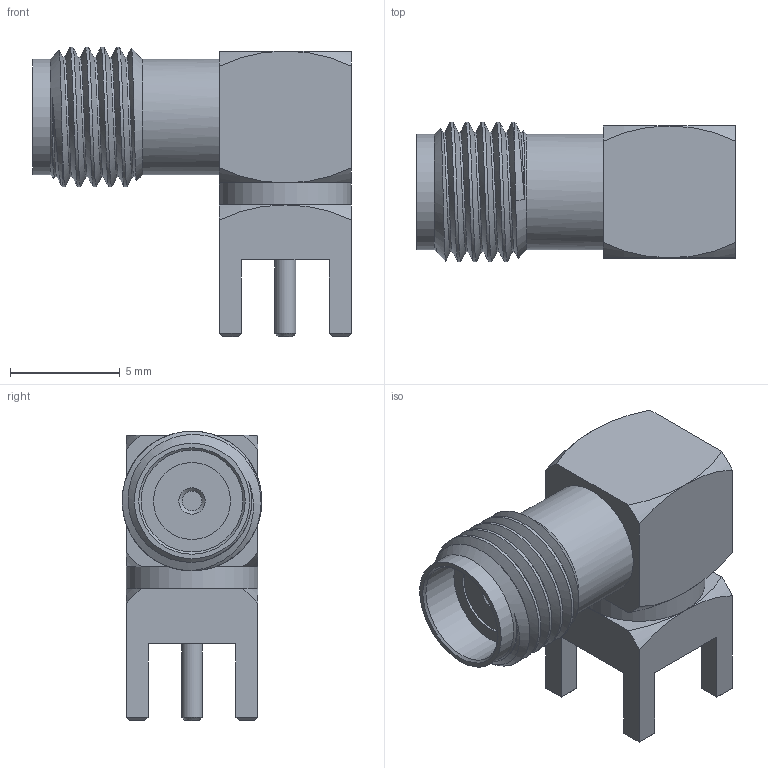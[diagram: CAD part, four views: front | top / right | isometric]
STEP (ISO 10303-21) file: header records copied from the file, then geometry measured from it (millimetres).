
FILE_DESCRIPTION(/* description */ ('STEP AP242','CAx-IF Rec.Pracs.---Representation and Presentation of Product Manufacturing Information (PMI)---4.0---2014-10-13','CAx-IF Rec.Pracs.---3D Tessellated Geometry---0.4---2014-09-14','2;1'),/* implementation_level */ '2;1');
FILE_NAME(/* name */ '67d01d7b7495346edc512f3f',/* time_stamp */ '2025-03-11T11:24:44Z',/* author */ (''),/* organization */ (''),/* preprocessor_version */ 'ST-DEVELOPER v20',/* originating_system */ 'ONSHAPE BY PTC INC, 1.194',/* authorisation */ ' ');
FILE_SCHEMA (('AP242_MANAGED_MODEL_BASED_3D_ENGINEERING_MIM_LF { 1 0 10303 442 1 1 4 }'));
Length unit declared in the file: metre
Products named in the file (4): Assembly 1; Part 1; Part 3; Part 2
Assembly tree (3 placements, depth 2):
  Assembly 1
    Part 1
    Part 3
    Part 2
Bounding box: 14.5 x 6.35 x 13.17 mm (x, y, z)
Volume: 126.4 mm3; surface area: 730.2 mm2
Topology: 2 solids, 3 shells, 78 faces, 174 edges, 107 vertices
Faces by surface type: plane 48, torus 12, cylinder 10, cone 6, bspline 2
Full cylindrical faces by diameter (mm): 0.9 x1, 0.95 x1, 3.5 x1, 4.5 x1, 4.64 x1, 5.25 x2, 6 x1
Entity records: 2826 total; most frequent: CARTESIAN_POINT 1151, DIRECTION 314, ORIENTED_EDGE 306, EDGE_CURVE 153, AXIS2_PLACEMENT_3D 114, VERTEX_POINT 101, EDGE_LOOP 96, FACE_BOUND 96
